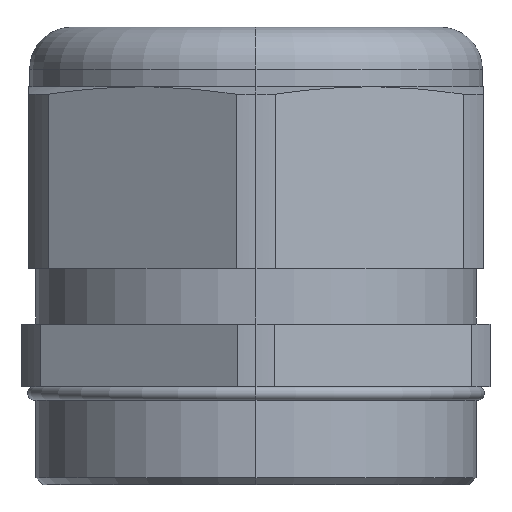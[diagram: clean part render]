
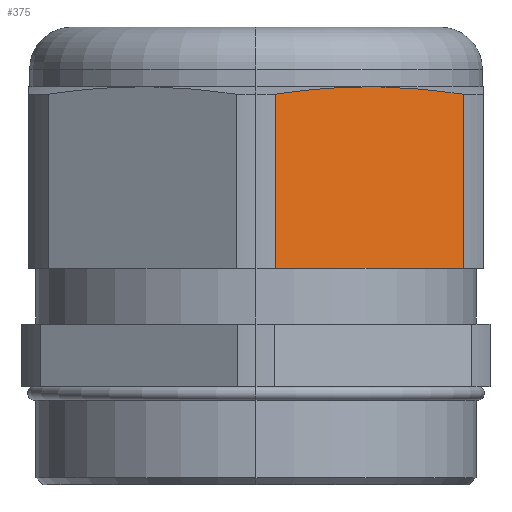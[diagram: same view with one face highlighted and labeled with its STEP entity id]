
A CAD part, left-side view. The second image highlights one B-rep face of the part: STEP entity #375.
In plain terms, the highlighted planar face has unit normal (-0.866, -0.5, 0).
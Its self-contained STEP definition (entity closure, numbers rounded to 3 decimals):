
#195 = EDGE_CURVE ( 'NONE', #210, #227, #680, .T. ) ;
#210 = VERTEX_POINT ( 'NONE', #692 ) ;
#227 = VERTEX_POINT ( 'NONE', #780 ) ;
#296 = ORIENTED_EDGE ( 'NONE', *, *, #368, .T. ) ;
#297 = ORIENTED_EDGE ( 'NONE', *, *, #195, .F. ) ;
#306 = EDGE_CURVE ( 'NONE', #391, #227, #911, .T. ) ;
#307 = EDGE_LOOP ( 'NONE', ( #325, #376, #297, #296 ) ) ;
#325 = ORIENTED_EDGE ( 'NONE', *, *, #390, .F. ) ;
#368 = EDGE_CURVE ( 'NONE', #210, #369, #947, .T. ) ;
#369 = VERTEX_POINT ( 'NONE', #986 ) ;
#375 = ADVANCED_FACE ( 'NONE', ( #1068 ), #1031, .F. ) ;
#376 = ORIENTED_EDGE ( 'NONE', *, *, #306, .T. ) ;
#390 = EDGE_CURVE ( 'NONE', #391, #369, #1245, .T. ) ;
#391 = VERTEX_POINT ( 'NONE', #1201 ) ;
#677 = DIRECTION ( 'NONE',  ( 0., 0., 1. ) ) ;
#678 = VECTOR ( 'NONE', #677, 1000. ) ;
#679 = CARTESIAN_POINT ( 'NONE',  ( -35.888, -2.841, 65.5 ) ) ;
#680 = LINE ( 'NONE', #679, #678 ) ;
#692 = CARTESIAN_POINT ( 'NONE',  ( -35.888, -2.841, 31. ) ) ;
#780 = CARTESIAN_POINT ( 'NONE',  ( -35.888, -2.841, 55.92 ) ) ;
#911 = B_SPLINE_CURVE_WITH_KNOTS ( 'NONE', 3,
 ( #997, #929, #928, #927, #926, #981, #980, #979, #978 ),
 .UNSPECIFIED., .F., .F.,
 ( 4, 2, 1, 2, 4 ),
 ( 0.003, 0.011, 0.019, 0.027, 0.034 ),
 .UNSPECIFIED. ) ;
#926 = CARTESIAN_POINT ( 'NONE',  ( -28.146, -16.25, 57.063 ) ) ;
#927 = CARTESIAN_POINT ( 'NONE',  ( -25.565, -20.72, 56.877 ) ) ;
#928 = CARTESIAN_POINT ( 'NONE',  ( -22.985, -25.19, 56.518 ) ) ;
#929 = CARTESIAN_POINT ( 'NONE',  ( -21.694, -27.425, 56.253 ) ) ;
#940 = DIRECTION ( 'NONE',  ( 0.5, -0.866, 0. ) ) ;
#941 = VECTOR ( 'NONE', #940, 1000. ) ;
#942 = CARTESIAN_POINT ( 'NONE',  ( -37.528, 0., 31. ) ) ;
#947 = LINE ( 'NONE', #942, #941 ) ;
#978 = CARTESIAN_POINT ( 'NONE',  ( -35.888, -2.841, 55.92 ) ) ;
#979 = CARTESIAN_POINT ( 'NONE',  ( -34.597, -5.075, 56.253 ) ) ;
#980 = CARTESIAN_POINT ( 'NONE',  ( -33.307, -7.31, 56.518 ) ) ;
#981 = CARTESIAN_POINT ( 'NONE',  ( -30.726, -11.78, 56.877 ) ) ;
#986 = CARTESIAN_POINT ( 'NONE',  ( -20.404, -29.659, 31. ) ) ;
#997 = CARTESIAN_POINT ( 'NONE',  ( -20.404, -29.659, 55.92 ) ) ;
#1016 = DIRECTION ( 'NONE',  ( -0.5, 0.866, 0. ) ) ;
#1017 = DIRECTION ( 'NONE',  ( 0.866, 0.5, 0. ) ) ;
#1018 = CARTESIAN_POINT ( 'NONE',  ( -37.528, 0., 54. ) ) ;
#1027 = AXIS2_PLACEMENT_3D ( 'NONE', #1018, #1017, #1016 ) ;
#1031 = PLANE ( 'NONE',  #1027 ) ;
#1068 = FACE_OUTER_BOUND ( 'NONE', #307, .T. ) ;
#1152 = DIRECTION ( 'NONE',  ( 0., 0., -1. ) ) ;
#1153 = VECTOR ( 'NONE', #1152, 1000. ) ;
#1201 = CARTESIAN_POINT ( 'NONE',  ( -20.404, -29.659, 55.92 ) ) ;
#1244 = CARTESIAN_POINT ( 'NONE',  ( -20.404, -29.659, 65.5 ) ) ;
#1245 = LINE ( 'NONE', #1244, #1153 ) ;
